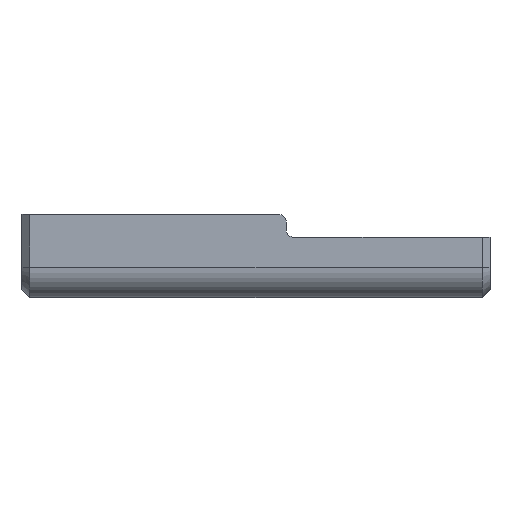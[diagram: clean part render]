
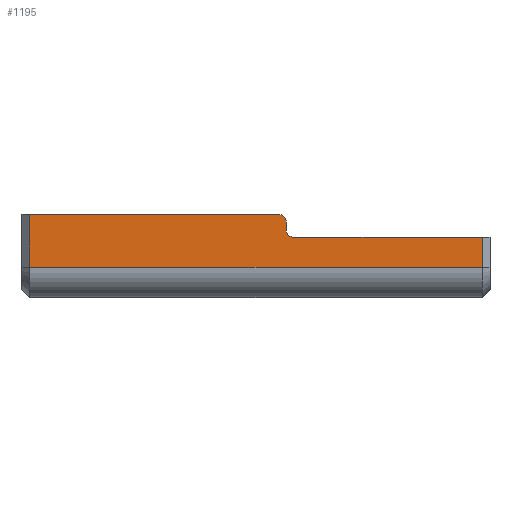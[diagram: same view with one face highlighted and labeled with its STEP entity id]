
A CAD part, front view. The second image highlights one B-rep face of the part: STEP entity #1195.
In plain terms, the highlighted planar face has unit normal (0, -1, 0).
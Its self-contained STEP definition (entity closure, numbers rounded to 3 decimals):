
#74=PLANE('',#1312);
#126=FACE_OUTER_BOUND('',#198,.T.);
#198=EDGE_LOOP('',(#956,#957,#958,#959,#960,#961,#962,#963));
#249=LINE('',#1668,#376);
#254=LINE('',#1679,#381);
#297=LINE('',#1857,#424);
#299=LINE('',#1861,#426);
#305=LINE('',#1881,#432);
#306=LINE('',#1883,#433);
#376=VECTOR('',#1367,10.);
#381=VECTOR('',#1378,10.);
#424=VECTOR('',#1487,10.);
#426=VECTOR('',#1493,10.);
#432=VECTOR('',#1511,2.);
#433=VECTOR('',#1514,10.);
#498=CIRCLE('',#1264,0.5);
#500=CIRCLE('',#1269,0.5);
#522=VERTEX_POINT('',#1651);
#523=VERTEX_POINT('',#1653);
#528=VERTEX_POINT('',#1667);
#529=VERTEX_POINT('',#1671);
#531=VERTEX_POINT('',#1677);
#586=VERTEX_POINT('',#1834);
#588=VERTEX_POINT('',#1849);
#589=VERTEX_POINT('',#1855);
#637=EDGE_CURVE('',#522,#523,#498,.T.);
#644=EDGE_CURVE('',#528,#523,#249,.T.);
#646=EDGE_CURVE('',#528,#529,#500,.T.);
#650=EDGE_CURVE('',#531,#522,#254,.T.);
#721=EDGE_CURVE('',#589,#588,#297,.T.);
#723=EDGE_CURVE('',#586,#531,#299,.T.);
#733=EDGE_CURVE('',#588,#586,#305,.T.);
#734=EDGE_CURVE('',#529,#589,#306,.T.);
#956=ORIENTED_EDGE('',*,*,#637,.F.);
#957=ORIENTED_EDGE('',*,*,#650,.F.);
#958=ORIENTED_EDGE('',*,*,#723,.F.);
#959=ORIENTED_EDGE('',*,*,#733,.F.);
#960=ORIENTED_EDGE('',*,*,#721,.F.);
#961=ORIENTED_EDGE('',*,*,#734,.F.);
#962=ORIENTED_EDGE('',*,*,#646,.F.);
#963=ORIENTED_EDGE('',*,*,#644,.T.);
#1195=ADVANCED_FACE('',(#126),#74,.F.);
#1264=AXIS2_PLACEMENT_3D('',#1654,#1354,#1355);
#1269=AXIS2_PLACEMENT_3D('',#1672,#1371,#1372);
#1312=AXIS2_PLACEMENT_3D('',#1882,#1512,#1513);
#1354=DIRECTION('center_axis',(0.,1.,0.));
#1355=DIRECTION('ref_axis',(0.707,0.,0.707));
#1367=DIRECTION('',(0.,0.,1.));
#1371=DIRECTION('center_axis',(0.,-1.,0.));
#1372=DIRECTION('ref_axis',(-0.707,0.,-0.707));
#1378=DIRECTION('',(1.,0.,0.));
#1487=DIRECTION('',(0.,0.,-1.));
#1493=DIRECTION('',(0.,0.,1.));
#1511=DIRECTION('',(-1.,0.,0.));
#1512=DIRECTION('center_axis',(0.,1.,0.));
#1513=DIRECTION('ref_axis',(0.,0.,-1.));
#1514=DIRECTION('',(1.,0.,0.));
#1651=CARTESIAN_POINT('',(1.5,-19.467,5.5));
#1653=CARTESIAN_POINT('',(2.,-19.467,5.));
#1654=CARTESIAN_POINT('Origin',(1.5,-19.467,5.));
#1667=CARTESIAN_POINT('',(2.,-19.467,4.5));
#1668=CARTESIAN_POINT('',(2.,-19.467,4.));
#1671=CARTESIAN_POINT('',(2.5,-19.467,4.));
#1672=CARTESIAN_POINT('Origin',(2.5,-19.467,4.5));
#1677=CARTESIAN_POINT('',(-15.,-19.467,5.5));
#1679=CARTESIAN_POINT('',(-15.,-19.467,5.5));
#1834=CARTESIAN_POINT('',(-15.,-19.467,2.));
#1849=CARTESIAN_POINT('',(15.,-19.467,2.));
#1855=CARTESIAN_POINT('',(15.,-19.467,4.));
#1857=CARTESIAN_POINT('',(15.,-19.467,2.));
#1861=CARTESIAN_POINT('',(-15.,-19.467,2.));
#1881=CARTESIAN_POINT('',(-15.5,-19.467,2.));
#1882=CARTESIAN_POINT('Origin',(15.5,-19.467,4.));
#1883=CARTESIAN_POINT('',(15.5,-19.467,4.));
